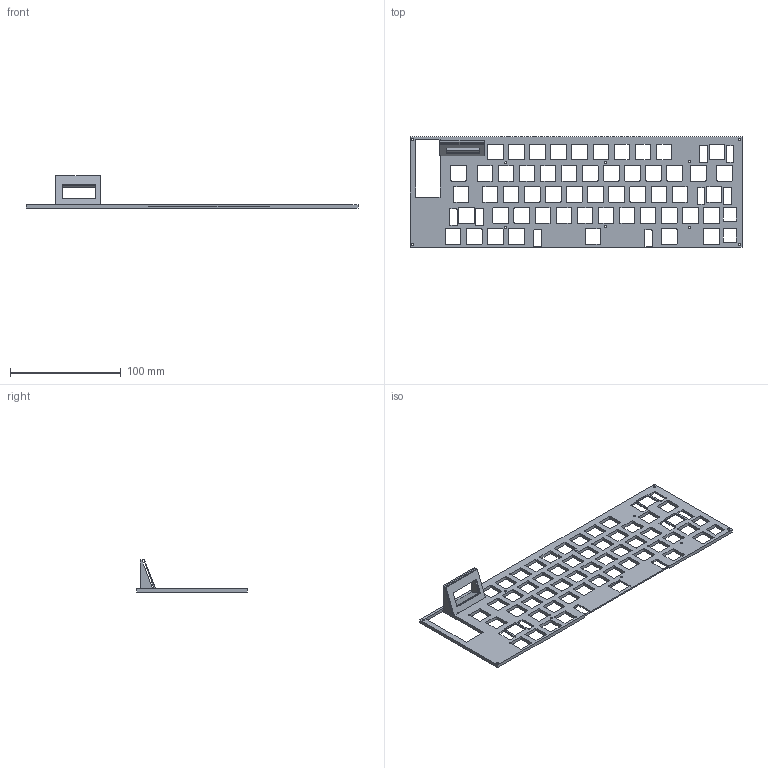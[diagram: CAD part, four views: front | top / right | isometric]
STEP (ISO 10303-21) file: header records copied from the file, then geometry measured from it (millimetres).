
FILE_DESCRIPTION(/* description */ ('STEP AP242','CAx-IF Rec.Pracs.---Representation and Presentation of Product Manufacturing Information (PMI)---4.0---2014-10-13','CAx-IF Rec.Pracs.---3D Tessellated Geometry---0.4---2014-09-14','2;1'),/* implementation_level */ '2;1');
FILE_NAME(/* name */ '685339e62b0f212b7621398d',/* time_stamp */ '2025-06-18T22:12:56Z',/* author */ (''),/* organization */ (''),/* preprocessor_version */ 'ST-DEVELOPER v20',/* originating_system */ 'ONSHAPE BY PTC INC, 1.199',/* authorisation */ ' ');
FILE_SCHEMA (('AP242_MANAGED_MODEL_BASED_3D_ENGINEERING_MIM_LF { 1 0 10303 442 1 1 4 }'));
Length unit declared in the file: millimetre
Products named in the file (2): Part 1; Part 2
Bounding box: 300 x 99.9 x 29.06 mm (x, y, z)
Volume: 52176 mm3; surface area: 51584.1 mm2
Topology: 2 solids, 2 shells, 565 faces, 1674 edges, 1116 vertices
Faces by surface type: plane 307, cylinder 258
Full cylindrical faces by diameter (mm): 2 x10
Entity records: 19313 total; most frequent: CARTESIAN_POINT 3347, ORIENTED_EDGE 3328, DIRECTION 3314, EDGE_CURVE 1664, LINE 1148, VECTOR 1148, VERTEX_POINT 1116, AXIS2_PLACEMENT_3D 1083
